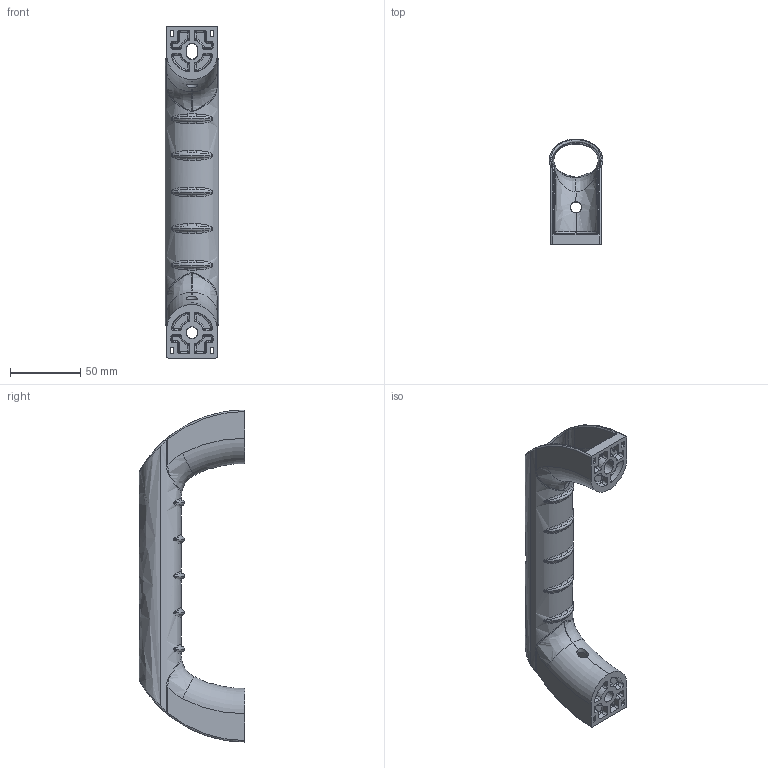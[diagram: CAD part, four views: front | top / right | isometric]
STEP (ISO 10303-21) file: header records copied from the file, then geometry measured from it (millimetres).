
FILE_DESCRIPTION (( 'STEP AP214' ), '1' );
FILE_NAME ('092304.STEP', '2014-08-14T13:41:05', ( '' ), ( '' ), 'SwSTEP 2.0', 'SolidWorks 2014', '' );
FILE_SCHEMA (( 'AUTOMOTIVE_DESIGN' ));
Length unit declared in the file: millimetre
Products named in the file (1): 092304
Bounding box: 38 x 75 x 236 mm (x, y, z)
Volume: 80594.4 mm3; surface area: 56760.6 mm2
Topology: 1 solids, 1 shells, 346 faces, 873 edges, 530 vertices
Faces by surface type: bspline 146, plane 70, cylinder 60, torus 42, cone 28
Entity records: 18978 total; most frequent: CARTESIAN_POINT 11800, ORIENTED_EDGE 1738, DIRECTION 1192, EDGE_CURVE 869, VERTEX_POINT 530, AXIS2_PLACEMENT_3D 482, EDGE_LOOP 369, FACE_OUTER_BOUND 346
